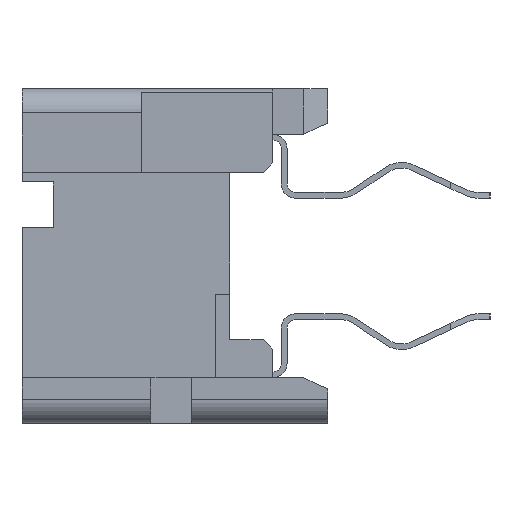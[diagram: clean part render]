
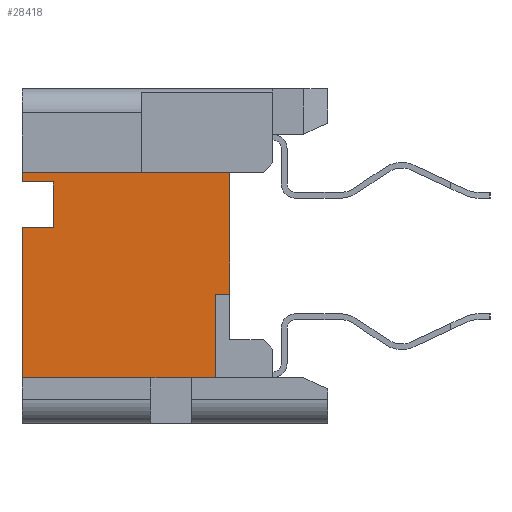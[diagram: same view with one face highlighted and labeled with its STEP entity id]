
A CAD part, left-side view. The second image highlights one B-rep face of the part: STEP entity #28418.
In plain terms, the highlighted planar face has unit normal (-1, 0, 0).
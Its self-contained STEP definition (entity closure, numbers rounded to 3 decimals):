
#1293=DIRECTION('',(0.,0.,1.));
#1294=VECTOR('',#1293,3.15);
#1295=CARTESIAN_POINT('',(-15.755,6.4,-2.55));
#1296=LINE('',#1295,#1294);
#1493=DIRECTION('',(0.,0.,1.));
#1494=VECTOR('',#1493,0.2);
#1495=CARTESIAN_POINT('',(-15.755,6.4,1.55));
#1496=LINE('',#1495,#1494);
#2696=DIRECTION('',(0.,1.,0.));
#2697=VECTOR('',#2696,0.3);
#2698=CARTESIAN_POINT('',(-15.755,2.05,-0.8));
#2699=LINE('',#2698,#2697);
#2700=DIRECTION('',(0.,0.,1.));
#2701=VECTOR('',#2700,1.75);
#2702=CARTESIAN_POINT('',(-15.755,2.35,-2.55));
#2703=LINE('',#2702,#2701);
#2704=DIRECTION('',(0.,1.,0.));
#2705=VECTOR('',#2704,0.5);
#2706=CARTESIAN_POINT('',(-15.755,2.35,-2.55));
#2707=LINE('',#2706,#2705);
#2708=DIRECTION('',(0.,1.,0.));
#2709=VECTOR('',#2708,0.85);
#2710=CARTESIAN_POINT('',(-15.755,2.85,-2.55));
#2711=LINE('',#2710,#2709);
#2712=DIRECTION('',(0.,1.,0.));
#2713=VECTOR('',#2712,2.7);
#2714=CARTESIAN_POINT('',(-15.755,3.7,-2.55));
#2715=LINE('',#2714,#2713);
#2716=DIRECTION('',(0.,-1.,0.));
#2717=VECTOR('',#2716,0.65);
#2718=CARTESIAN_POINT('',(-15.755,6.4,0.6));
#2719=LINE('',#2718,#2717);
#2720=DIRECTION('',(0.,0.,-1.));
#2721=VECTOR('',#2720,0.95);
#2722=CARTESIAN_POINT('',(-15.755,5.75,1.55));
#2723=LINE('',#2722,#2721);
#2724=DIRECTION('',(0.,-1.,0.));
#2725=VECTOR('',#2724,0.65);
#2726=CARTESIAN_POINT('',(-15.755,6.4,1.55));
#2727=LINE('',#2726,#2725);
#2728=DIRECTION('',(0.,0.,-1.));
#2729=VECTOR('',#2728,2.55);
#2730=CARTESIAN_POINT('',(-15.755,2.05,1.75));
#2731=LINE('',#2730,#2729);
#3924=DIRECTION('',(0.,1.,0.));
#3925=VECTOR('',#3924,4.35);
#3926=CARTESIAN_POINT('',(-15.755,2.05,1.75));
#3927=LINE('',#3926,#3925);
#20027=CARTESIAN_POINT('',(-15.755,6.4,-2.55));
#20028=VERTEX_POINT('',#20027);
#20029=CARTESIAN_POINT('',(-15.755,6.4,1.75));
#20031=VERTEX_POINT('',#20029);
#20051=CARTESIAN_POINT('',(-15.755,6.4,0.6));
#20053=VERTEX_POINT('',#20051);
#20055=CARTESIAN_POINT('',(-15.755,6.4,1.55));
#20056=CARTESIAN_POINT('',(-15.755,5.75,1.55));
#20057=VERTEX_POINT('',#20055);
#20058=VERTEX_POINT('',#20056);
#20059=CARTESIAN_POINT('',(-15.755,5.75,0.6));
#20060=VERTEX_POINT('',#20059);
#20071=CARTESIAN_POINT('',(-15.755,2.05,1.75));
#20072=VERTEX_POINT('',#20071);
#20205=CARTESIAN_POINT('',(-15.755,2.05,-0.8));
#20206=CARTESIAN_POINT('',(-15.755,2.35,-0.8));
#20207=VERTEX_POINT('',#20205);
#20208=VERTEX_POINT('',#20206);
#20209=CARTESIAN_POINT('',(-15.755,2.35,-2.55));
#20210=VERTEX_POINT('',#20209);
#20213=CARTESIAN_POINT('',(-15.755,2.85,-2.55));
#20214=VERTEX_POINT('',#20213);
#20215=CARTESIAN_POINT('',(-15.755,3.7,-2.55));
#20216=VERTEX_POINT('',#20215);
#28393=CARTESIAN_POINT('',(-15.755,0.,-2.55));
#28394=DIRECTION('',(-1.,0.,0.));
#28395=DIRECTION('',(0.,0.,1.));
#28396=AXIS2_PLACEMENT_3D('',#28393,#28394,#28395);
#28397=PLANE('',#28396);
#28399=ORIENTED_EDGE('',*,*,#28398,.T.);
#28401=ORIENTED_EDGE('',*,*,#28400,.F.);
#28402=ORIENTED_EDGE('',*,*,#28295,.T.);
#28404=ORIENTED_EDGE('',*,*,#28403,.T.);
#28405=ORIENTED_EDGE('',*,*,#28271,.T.);
#28406=ORIENTED_EDGE('',*,*,#27201,.T.);
#28407=ORIENTED_EDGE('',*,*,#27481,.T.);
#28409=ORIENTED_EDGE('',*,*,#28408,.F.);
#28410=ORIENTED_EDGE('',*,*,#27623,.F.);
#28411=ORIENTED_EDGE('',*,*,#27378,.T.);
#28413=ORIENTED_EDGE('',*,*,#28412,.F.);
#28415=ORIENTED_EDGE('',*,*,#28414,.T.);
#28416=EDGE_LOOP('',(#28399,#28401,#28402,#28404,#28405,#28406,#28407,#28409,
#28410,#28411,#28413,#28415));
#28417=FACE_OUTER_BOUND('',#28416,.F.);
#28418=ADVANCED_FACE('',(#28417),#28397,.T.);
#27201=EDGE_CURVE('',#20028,#20053,#1296,.T.);
#27378=EDGE_CURVE('',#20057,#20031,#1496,.T.);
#27481=EDGE_CURVE('',#20053,#20060,#2719,.T.);
#27623=EDGE_CURVE('',#20057,#20058,#2727,.T.);
#28271=EDGE_CURVE('',#20216,#20028,#2715,.T.);
#28295=EDGE_CURVE('',#20210,#20214,#2707,.T.);
#28398=EDGE_CURVE('',#20207,#20208,#2699,.T.);
#28400=EDGE_CURVE('',#20210,#20208,#2703,.T.);
#28403=EDGE_CURVE('',#20214,#20216,#2711,.T.);
#28408=EDGE_CURVE('',#20058,#20060,#2723,.T.);
#28412=EDGE_CURVE('',#20072,#20031,#3927,.T.);
#28414=EDGE_CURVE('',#20072,#20207,#2731,.T.);
